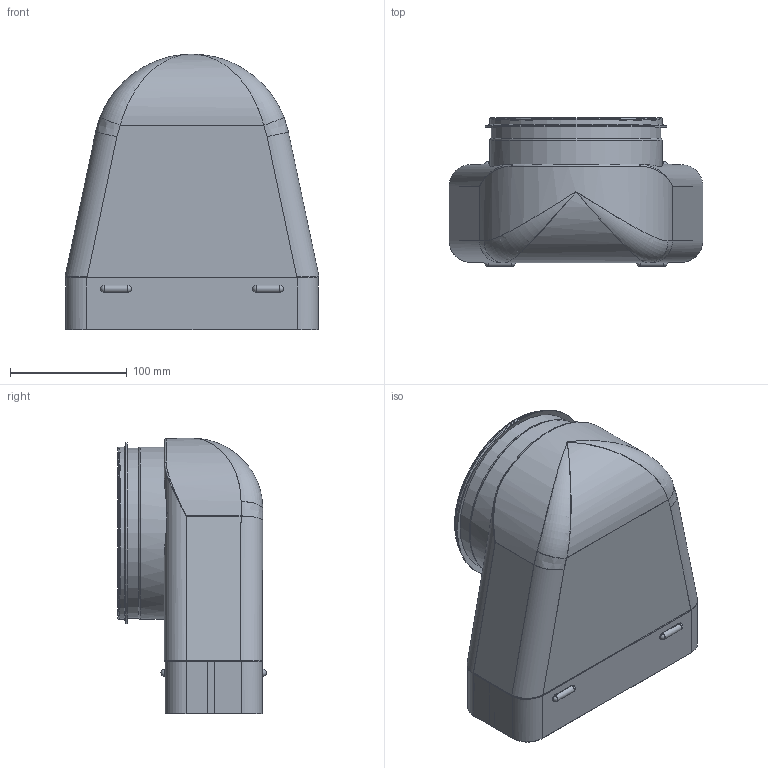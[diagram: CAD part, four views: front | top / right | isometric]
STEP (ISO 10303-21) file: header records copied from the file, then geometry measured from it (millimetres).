
FILE_DESCRIPTION(('STEP AP203'),'1');
FILE_NAME('.STP','2019-11-15T10:55:39',(' '),(' '),'Spatial InterOp 3D',' ',' ');
FILE_SCHEMA(('CONFIG_CONTROL_DESIGN'));
Length unit declared in the file: millimetre
Products named in the file (1): 1
Bounding box: 217.06 x 126.95 x 235.6 mm (x, y, z)
Volume: 79562 mm3; surface area: 256267 mm2
Topology: 1 solids, 6 shells, 168 faces, 430 edges, 253 vertices
Faces by surface type: plane 62, cylinder 57, bspline 22, sphere 16, torus 9, cone 2
Full cylindrical faces by diameter (mm): 144.1 x1, 145.3 x2, 146.1 x2, 147.3 x3, 154.898 x1
Entity records: 18612 total; most frequent: CARTESIAN_POINT 14755, DIRECTION 799, ORIENTED_EDGE 772, EDGE_CURVE 386, AXIS2_PLACEMENT_3D 306, VERTEX_POINT 251, EDGE_LOOP 193, LINE 187
